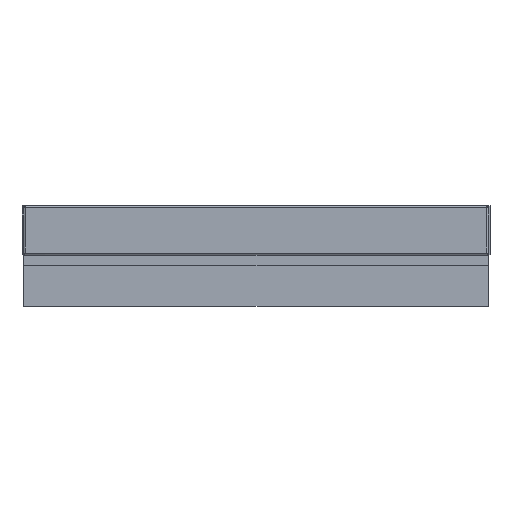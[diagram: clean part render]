
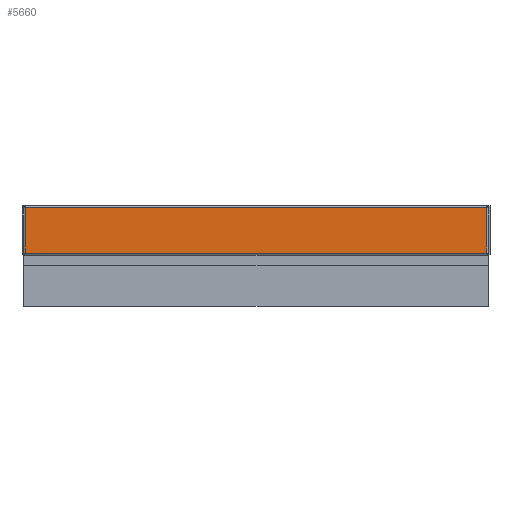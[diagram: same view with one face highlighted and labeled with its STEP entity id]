
A CAD part, top view. The second image highlights one B-rep face of the part: STEP entity #5660.
In plain terms, the highlighted planar face has unit normal (0, 0, 1).
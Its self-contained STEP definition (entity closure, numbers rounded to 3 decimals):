
#310 = VERTEX_POINT ( 'NONE', #2400 ) ;
#505 = LINE ( 'NONE', #2219, #2207 ) ;
#776 = DIRECTION ( 'NONE',  ( 0., 1., 0. ) ) ;
#920 = CARTESIAN_POINT ( 'NONE',  ( 0., 0., 0. ) ) ;
#1138 = CARTESIAN_POINT ( 'NONE',  ( 398.5, -39.5, 0. ) ) ;
#1461 = VECTOR ( 'NONE', #1620, 1000. ) ;
#1594 = LINE ( 'NONE', #4749, #3314 ) ;
#1620 = DIRECTION ( 'NONE',  ( 1., 0., 0. ) ) ;
#1628 = EDGE_CURVE ( 'NONE', #3411, #3381, #505, .T. ) ;
#1765 = DIRECTION ( 'NONE',  ( 0., 0., 1. ) ) ;
#1809 = DIRECTION ( 'NONE',  ( 0., -1., 0. ) ) ;
#1834 = CARTESIAN_POINT ( 'NONE',  ( -398.5, 39.5, 0. ) ) ;
#1903 = EDGE_CURVE ( 'NONE', #3381, #3045, #2559, .T. ) ;
#1904 = EDGE_CURVE ( 'NONE', #3045, #310, #1594, .T. ) ;
#2207 = VECTOR ( 'NONE', #1809, 1000. ) ;
#2219 = CARTESIAN_POINT ( 'NONE',  ( -398.5, 40.093, 0. ) ) ;
#2347 = EDGE_LOOP ( 'NONE', ( #3512, #3456, #3679, #2923 ) ) ;
#2400 = CARTESIAN_POINT ( 'NONE',  ( 398.5, 39.5, 0. ) ) ;
#2559 = LINE ( 'NONE', #2969, #1461 ) ;
#2581 = EDGE_CURVE ( 'NONE', #310, #3411, #3141, .T. ) ;
#2707 = CARTESIAN_POINT ( 'NONE',  ( 399.093, 39.5, 0. ) ) ;
#2923 = ORIENTED_EDGE ( 'NONE', *, *, #1904, .T. ) ;
#2969 = CARTESIAN_POINT ( 'NONE',  ( -399.093, -39.5, 0. ) ) ;
#3045 = VERTEX_POINT ( 'NONE', #1138 ) ;
#3109 = FACE_OUTER_BOUND ( 'NONE', #2347, .T. ) ;
#3141 = LINE ( 'NONE', #2707, #4287 ) ;
#3314 = VECTOR ( 'NONE', #776, 1000. ) ;
#3381 = VERTEX_POINT ( 'NONE', #3951 ) ;
#3411 = VERTEX_POINT ( 'NONE', #1834 ) ;
#3456 = ORIENTED_EDGE ( 'NONE', *, *, #1628, .T. ) ;
#3512 = ORIENTED_EDGE ( 'NONE', *, *, #2581, .T. ) ;
#3545 = DIRECTION ( 'NONE',  ( 1., 0., 0. ) ) ;
#3679 = ORIENTED_EDGE ( 'NONE', *, *, #1903, .T. ) ;
#3951 = CARTESIAN_POINT ( 'NONE',  ( -398.5, -39.5, 0. ) ) ;
#4287 = VECTOR ( 'NONE', #5036, 1000. ) ;
#4749 = CARTESIAN_POINT ( 'NONE',  ( 398.5, -40.093, 0. ) ) ;
#4919 = PLANE ( 'NONE',  #4965 ) ;
#4965 = AXIS2_PLACEMENT_3D ( 'NONE', #920, #1765, #3545 ) ;
#5036 = DIRECTION ( 'NONE',  ( -1., 0., 0. ) ) ;
#5660 = ADVANCED_FACE ( 'NONE', ( #3109 ), #4919, .T. ) ;
